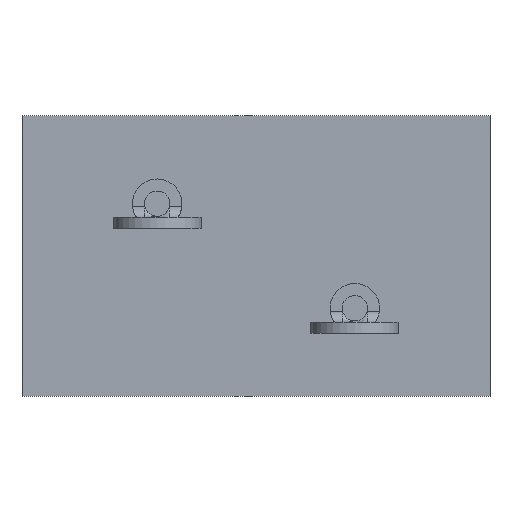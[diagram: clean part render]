
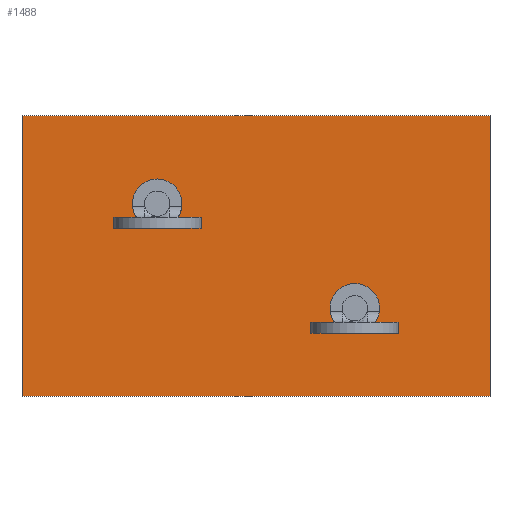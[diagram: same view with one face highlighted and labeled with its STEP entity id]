
A CAD part, front view. The second image highlights one B-rep face of the part: STEP entity #1488.
In plain terms, the highlighted planar face has unit normal (0, -1, 0).
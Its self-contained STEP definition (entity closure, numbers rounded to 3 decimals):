
#15 = CARTESIAN_POINT ( 'NONE',  ( 0., 0., 25.5 ) ) ;
#33 = AXIS2_PLACEMENT_3D ( 'NONE', #210, #1924, #989 ) ;
#40 = CARTESIAN_POINT ( 'NONE',  ( 42.5, 0., 0. ) ) ;
#107 = DIRECTION ( 'NONE',  ( 0., 0., -1. ) ) ;
#135 = EDGE_CURVE ( 'NONE', #502, #2056, #164, .T. ) ;
#164 = CIRCLE ( 'NONE', #2206, 2. ) ;
#165 = PLANE ( 'NONE',  #457 ) ;
#210 = CARTESIAN_POINT ( 'NONE',  ( 30.225, 0., 8.001 ) ) ;
#248 = CARTESIAN_POINT ( 'NONE',  ( 12.275, 0., 17.499 ) ) ;
#264 = VERTEX_POINT ( 'NONE', #1285 ) ;
#270 = CARTESIAN_POINT ( 'NONE',  ( 0., 0., 25.5 ) ) ;
#286 = ORIENTED_EDGE ( 'NONE', *, *, #523, .F. ) ;
#301 = EDGE_CURVE ( 'NONE', #883, #264, #1094, .T. ) ;
#357 = DIRECTION ( 'NONE',  ( 0., 1., 0. ) ) ;
#427 = DIRECTION ( 'NONE',  ( 0., 0., 1. ) ) ;
#457 = AXIS2_PLACEMENT_3D ( 'NONE', #936, #357, #1678 ) ;
#459 = EDGE_CURVE ( 'NONE', #2056, #502, #2381, .T. ) ;
#497 = LINE ( 'NONE', #998, #1436 ) ;
#502 = VERTEX_POINT ( 'NONE', #852 ) ;
#508 = EDGE_CURVE ( 'NONE', #1552, #1767, #1359, .T. ) ;
#523 = EDGE_CURVE ( 'NONE', #1105, #1287, #1679, .T. ) ;
#554 = DIRECTION ( 'NONE',  ( 1., 0., 0. ) ) ;
#782 = FACE_BOUND ( 'NONE', #1703, .T. ) ;
#789 = CARTESIAN_POINT ( 'NONE',  ( 30.225, 0., 6.001 ) ) ;
#830 = CARTESIAN_POINT ( 'NONE',  ( 30.225, 0., 10.001 ) ) ;
#852 = CARTESIAN_POINT ( 'NONE',  ( 12.275, 0., 15.499 ) ) ;
#866 = CARTESIAN_POINT ( 'NONE',  ( 12.275, 0., 17.499 ) ) ;
#883 = VERTEX_POINT ( 'NONE', #270 ) ;
#924 = ORIENTED_EDGE ( 'NONE', *, *, #459, .F. ) ;
#936 = CARTESIAN_POINT ( 'NONE',  ( 0., 0., 25.5 ) ) ;
#943 = VECTOR ( 'NONE', #107, 1000. ) ;
#968 = CARTESIAN_POINT ( 'NONE',  ( 42.5, 0., 25.5 ) ) ;
#989 = DIRECTION ( 'NONE',  ( 0., 0., 1. ) ) ;
#998 = CARTESIAN_POINT ( 'NONE',  ( 0., 0., 25.5 ) ) ;
#1034 = DIRECTION ( 'NONE',  ( 0., -1., 0. ) ) ;
#1063 = CARTESIAN_POINT ( 'NONE',  ( 42.5, 0., 25.5 ) ) ;
#1094 = LINE ( 'NONE', #15, #1524 ) ;
#1105 = VERTEX_POINT ( 'NONE', #968 ) ;
#1194 = EDGE_CURVE ( 'NONE', #883, #1105, #497, .T. ) ;
#1242 = AXIS2_PLACEMENT_3D ( 'NONE', #248, #1930, #427 ) ;
#1268 = DIRECTION ( 'NONE',  ( 0., 0., 1. ) ) ;
#1285 = CARTESIAN_POINT ( 'NONE',  ( 0., 0., 0. ) ) ;
#1287 = VERTEX_POINT ( 'NONE', #40 ) ;
#1293 = EDGE_CURVE ( 'NONE', #1767, #1552, #1825, .T. ) ;
#1298 = FACE_OUTER_BOUND ( 'NONE', #2227, .T. ) ;
#1359 = CIRCLE ( 'NONE', #2367, 2. ) ;
#1436 = VECTOR ( 'NONE', #2308, 1000. ) ;
#1488 = ADVANCED_FACE ( 'NONE', ( #782, #1581, #1298 ), #165, .F. ) ;
#1524 = VECTOR ( 'NONE', #1722, 1000. ) ;
#1552 = VERTEX_POINT ( 'NONE', #830 ) ;
#1581 = FACE_BOUND ( 'NONE', #2148, .T. ) ;
#1664 = ORIENTED_EDGE ( 'NONE', *, *, #135, .F. ) ;
#1678 = DIRECTION ( 'NONE',  ( 0., 0., 1. ) ) ;
#1679 = LINE ( 'NONE', #1063, #943 ) ;
#1688 = CARTESIAN_POINT ( 'NONE',  ( 0., 0., 0. ) ) ;
#1703 = EDGE_LOOP ( 'NONE', ( #924, #1664 ) ) ;
#1709 = ORIENTED_EDGE ( 'NONE', *, *, #1194, .F. ) ;
#1711 = ORIENTED_EDGE ( 'NONE', *, *, #508, .F. ) ;
#1722 = DIRECTION ( 'NONE',  ( 0., 0., -1. ) ) ;
#1727 = CARTESIAN_POINT ( 'NONE',  ( 12.275, 0., 19.499 ) ) ;
#1752 = ORIENTED_EDGE ( 'NONE', *, *, #301, .T. ) ;
#1767 = VERTEX_POINT ( 'NONE', #789 ) ;
#1825 = CIRCLE ( 'NONE', #33, 2. ) ;
#1852 = DIRECTION ( 'NONE',  ( 0., -1., 0. ) ) ;
#1895 = LINE ( 'NONE', #1688, #2304 ) ;
#1924 = DIRECTION ( 'NONE',  ( 0., -1., 0. ) ) ;
#1930 = DIRECTION ( 'NONE',  ( 0., -1., 0. ) ) ;
#2000 = CARTESIAN_POINT ( 'NONE',  ( 30.225, 0., 8.001 ) ) ;
#2056 = VERTEX_POINT ( 'NONE', #1727 ) ;
#2064 = ORIENTED_EDGE ( 'NONE', *, *, #2250, .T. ) ;
#2148 = EDGE_LOOP ( 'NONE', ( #1711, #2435 ) ) ;
#2185 = DIRECTION ( 'NONE',  ( 0., 0., 1. ) ) ;
#2206 = AXIS2_PLACEMENT_3D ( 'NONE', #866, #1852, #2185 ) ;
#2227 = EDGE_LOOP ( 'NONE', ( #2064, #286, #1709, #1752 ) ) ;
#2250 = EDGE_CURVE ( 'NONE', #264, #1287, #1895, .T. ) ;
#2304 = VECTOR ( 'NONE', #554, 1000. ) ;
#2308 = DIRECTION ( 'NONE',  ( 1., 0., 0. ) ) ;
#2367 = AXIS2_PLACEMENT_3D ( 'NONE', #2000, #1034, #1268 ) ;
#2381 = CIRCLE ( 'NONE', #1242, 2. ) ;
#2435 = ORIENTED_EDGE ( 'NONE', *, *, #1293, .F. ) ;
